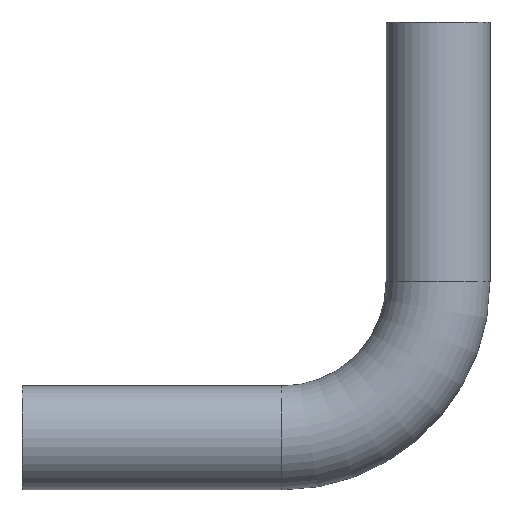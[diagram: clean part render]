
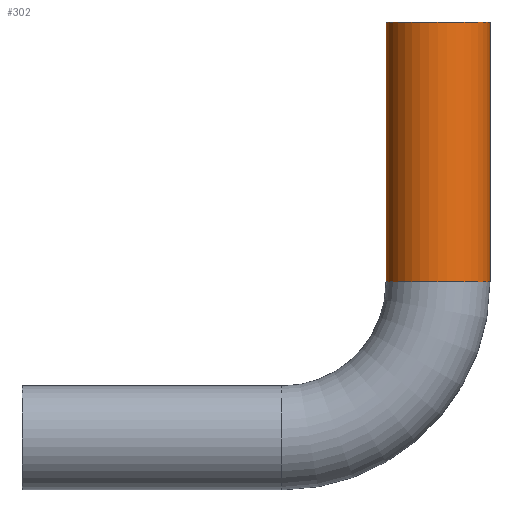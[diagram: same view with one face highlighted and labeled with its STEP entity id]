
A CAD part, front view. The second image highlights one B-rep face of the part: STEP entity #302.
In plain terms, the highlighted cylindrical face has radius 9.525 mm (diameter 19.05 mm), a partial arc.
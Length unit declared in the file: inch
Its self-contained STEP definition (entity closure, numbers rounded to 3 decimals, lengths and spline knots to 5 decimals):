
#12 = DIRECTION ( 'NONE',  ( 0., 0., 1. ) ) ;
#19 = AXIS2_PLACEMENT_3D ( 'NONE', #142, #340, #307 ) ;
#28 = DIRECTION ( 'NONE',  ( 0., 0., -1. ) ) ;
#30 = VERTEX_POINT ( 'NONE', #353 ) ;
#47 = DIRECTION ( 'NONE',  ( 1., 0., 0. ) ) ;
#61 = CYLINDRICAL_SURFACE ( 'NONE', #102, 0.375 ) ;
#84 = LINE ( 'NONE', #190, #219 ) ;
#86 = EDGE_LOOP ( 'NONE', ( #196, #311, #222, #234 ) ) ;
#102 = AXIS2_PLACEMENT_3D ( 'NONE', #226, #373, #293 ) ;
#142 = CARTESIAN_POINT ( 'NONE',  ( 1.12598, 0., 1.87402 ) ) ;
#145 = EDGE_CURVE ( 'NONE', #30, #292, #335, .T. ) ;
#158 = CARTESIAN_POINT ( 'NONE',  ( 0.75098, 0., 1.87402 ) ) ;
#160 = CIRCLE ( 'NONE', #391, 0.375 ) ;
#190 = CARTESIAN_POINT ( 'NONE',  ( 0.75098, 0., 1.87402 ) ) ;
#194 = CARTESIAN_POINT ( 'NONE',  ( 1.50098, 0., 0. ) ) ;
#196 = ORIENTED_EDGE ( 'NONE', *, *, #145, .F. ) ;
#212 = DIRECTION ( 'NONE',  ( 0., 0., -1. ) ) ;
#213 = EDGE_CURVE ( 'NONE', #264, #254, #84, .T. ) ;
#219 = VECTOR ( 'NONE', #28, 39.37008 ) ;
#222 = ORIENTED_EDGE ( 'NONE', *, *, #213, .T. ) ;
#226 = CARTESIAN_POINT ( 'NONE',  ( 1.12598, 0., 1.87402 ) ) ;
#228 = FACE_OUTER_BOUND ( 'NONE', #86, .T. ) ;
#233 = CARTESIAN_POINT ( 'NONE',  ( 1.12598, 0., 0. ) ) ;
#234 = ORIENTED_EDGE ( 'NONE', *, *, #398, .T. ) ;
#254 = VERTEX_POINT ( 'NONE', #287 ) ;
#259 = CIRCLE ( 'NONE', #19, 0.375 ) ;
#264 = VERTEX_POINT ( 'NONE', #158 ) ;
#287 = CARTESIAN_POINT ( 'NONE',  ( 0.75098, 0., 0. ) ) ;
#292 = VERTEX_POINT ( 'NONE', #194 ) ;
#293 = DIRECTION ( 'NONE',  ( -1., 0., 0. ) ) ;
#302 = ADVANCED_FACE ( 'NONE', ( #228 ), #61, .T. ) ;
#307 = DIRECTION ( 'NONE',  ( 1., 0., 0. ) ) ;
#311 = ORIENTED_EDGE ( 'NONE', *, *, #416, .F. ) ;
#335 = LINE ( 'NONE', #388, #341 ) ;
#340 = DIRECTION ( 'NONE',  ( 0., 0., 1. ) ) ;
#341 = VECTOR ( 'NONE', #212, 39.37008 ) ;
#353 = CARTESIAN_POINT ( 'NONE',  ( 1.50098, 0., 1.87402 ) ) ;
#373 = DIRECTION ( 'NONE',  ( 0., 0., -1. ) ) ;
#388 = CARTESIAN_POINT ( 'NONE',  ( 1.50098, 0., 1.87402 ) ) ;
#391 = AXIS2_PLACEMENT_3D ( 'NONE', #233, #12, #47 ) ;
#398 = EDGE_CURVE ( 'NONE', #254, #292, #160, .T. ) ;
#416 = EDGE_CURVE ( 'NONE', #264, #30, #259, .T. ) ;
